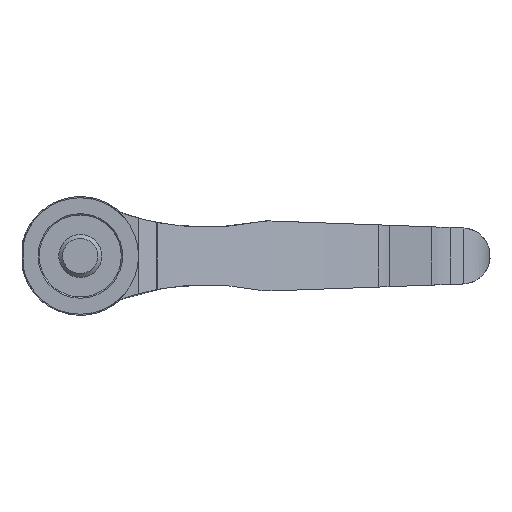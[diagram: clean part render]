
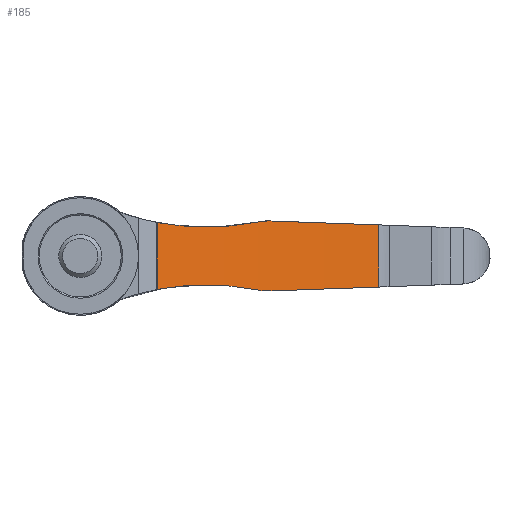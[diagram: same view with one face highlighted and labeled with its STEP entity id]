
A CAD part, front view. The second image highlights one B-rep face of the part: STEP entity #185.
In plain terms, the highlighted cylindrical face has radius 252.32 mm (diameter 504.64 mm), a partial arc.
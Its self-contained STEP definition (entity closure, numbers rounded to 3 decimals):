
#185 = ADVANCED_FACE( '', ( #387 ), #388, .F. );
#387 = FACE_OUTER_BOUND( '', #587, .T. );
#388 = CYLINDRICAL_SURFACE( '', #588, 252.32 );
#587 = EDGE_LOOP( '', ( #1057, #1058, #1059, #1060, #1061, #1062, #1063, #1064 ) );
#588 = AXIS2_PLACEMENT_3D( '', #1065, #1066, #1067 );
#1057 = ORIENTED_EDGE( '', *, *, #1221, .T. );
#1058 = ORIENTED_EDGE( '', *, *, #1230, .F. );
#1059 = ORIENTED_EDGE( '', *, *, #1224, .T. );
#1060 = ORIENTED_EDGE( '', *, *, #1282, .T. );
#1061 = ORIENTED_EDGE( '', *, *, #1306, .F. );
#1062 = ORIENTED_EDGE( '', *, *, #1248, .T. );
#1063 = ORIENTED_EDGE( '', *, *, #1301, .T. );
#1064 = ORIENTED_EDGE( '', *, *, #1290, .F. );
#1065 = CARTESIAN_POINT( '', ( 132.162, -195.671, 27.5 ) );
#1066 = DIRECTION( '', ( 0., 0., 1. ) );
#1067 = DIRECTION( '', ( -1., 0., 0. ) );
#1221 = EDGE_CURVE( '', #1489, #1487, #1490, .T. );
#1224 = EDGE_CURVE( '', #1493, #1494, #1495, .T. );
#1230 = EDGE_CURVE( '', #1493, #1487, #1502, .T. );
#1248 = EDGE_CURVE( '', #1527, #1525, #1528, .F. );
#1282 = EDGE_CURVE( '', #1494, #1570, #1572, .F. );
#1290 = EDGE_CURVE( '', #1489, #1583, #1584, .T. );
#1301 = EDGE_CURVE( '', #1525, #1583, #1595, .T. );
#1306 = EDGE_CURVE( '', #1527, #1570, #1600, .T. );
#1487 = VERTEX_POINT( '', #2080 );
#1489 = VERTEX_POINT( '', #2085 );
#1490 = LINE( '', #2086, #2087 );
#1493 = VERTEX_POINT( '', #2093 );
#1494 = VERTEX_POINT( '', #2094 );
#1495 = B_SPLINE_CURVE_WITH_KNOTS( '', 3, ( #2095, #2096, #2097, #2098 ), .UNSPECIFIED., .F., .F., ( 4, 4 ), ( 0., 0.003 ), .UNSPECIFIED. );
#1502 = B_SPLINE_CURVE_WITH_KNOTS( '', 3, ( #2107, #2108, #2109, #2110, #2111, #2112 ), .UNSPECIFIED., .F., .F., ( 4, 2, 4 ), ( 0., 0.013, 0.025 ), .UNSPECIFIED. );
#1525 = VERTEX_POINT( '', #2144 );
#1527 = VERTEX_POINT( '', #2147 );
#1528 = ELLIPSE( '', #2148, 252.486, 252.32 );
#1570 = VERTEX_POINT( '', #2245 );
#1572 = ELLIPSE( '', #2247, 252.486, 252.32 );
#1583 = VERTEX_POINT( '', #2258 );
#1584 = B_SPLINE_CURVE_WITH_KNOTS( '', 3, ( #2259, #2260, #2261, #2262, #2263, #2264 ), .UNSPECIFIED., .F., .F., ( 4, 2, 4 ), ( 0., 0.013, 0.025 ), .UNSPECIFIED. );
#1595 = B_SPLINE_CURVE_WITH_KNOTS( '', 3, ( #2281, #2282, #2283, #2284 ), .UNSPECIFIED., .F., .F., ( 4, 4 ), ( 0., 0.003 ), .UNSPECIFIED. );
#1600 = LINE( '', #2289, #2290 );
#2080 = CARTESIAN_POINT( '', ( 17.866, 29.278, -7.733 ) );
#2085 = CARTESIAN_POINT( '', ( 17.866, 29.278, 7.733 ) );
#2086 = CARTESIAN_POINT( '', ( 17.866, 29.278, 27.5 ) );
#2087 = VECTOR( '', #2454, 1000. );
#2093 = CARTESIAN_POINT( '', ( 41.13, 39.656, -7.875 ) );
#2094 = CARTESIAN_POINT( '', ( 43.967, 40.734, -8.117 ) );
#2095 = CARTESIAN_POINT( '', ( 41.13, 39.656, -7.875 ) );
#2096 = CARTESIAN_POINT( '', ( 42.065, 40.017, -8.071 ) );
#2097 = CARTESIAN_POINT( '', ( 43.011, 40.377, -8.152 ) );
#2098 = CARTESIAN_POINT( '', ( 43.967, 40.734, -8.117 ) );
#2107 = CARTESIAN_POINT( '', ( 41.13, 39.656, -7.875 ) );
#2108 = CARTESIAN_POINT( '', ( 37.17, 38.124, -7.043 ) );
#2109 = CARTESIAN_POINT( '', ( 33.25, 36.493, -6.645 ) );
#2110 = CARTESIAN_POINT( '', ( 25.496, 33.033, -6.616 ) );
#2111 = CARTESIAN_POINT( '', ( 21.66, 31.205, -6.984 ) );
#2112 = CARTESIAN_POINT( '', ( 17.866, 29.278, -7.733 ) );
#2144 = CARTESIAN_POINT( '', ( 43.967, 40.734, 8.117 ) );
#2147 = CARTESIAN_POINT( '', ( 69.134, 48.65, 7.203 ) );
#2148 = AXIS2_PLACEMENT_3D( '', #2479, #2480, #2481 );
#2245 = CARTESIAN_POINT( '', ( 69.134, 48.65, -7.203 ) );
#2247 = AXIS2_PLACEMENT_3D( '', #2517, #2518, #2519 );
#2258 = CARTESIAN_POINT( '', ( 41.13, 39.656, 7.875 ) );
#2259 = CARTESIAN_POINT( '', ( 17.866, 29.278, 7.733 ) );
#2260 = CARTESIAN_POINT( '', ( 21.66, 31.205, 6.984 ) );
#2261 = CARTESIAN_POINT( '', ( 25.496, 33.033, 6.616 ) );
#2262 = CARTESIAN_POINT( '', ( 33.25, 36.493, 6.645 ) );
#2263 = CARTESIAN_POINT( '', ( 37.17, 38.124, 7.043 ) );
#2264 = CARTESIAN_POINT( '', ( 41.13, 39.656, 7.875 ) );
#2281 = CARTESIAN_POINT( '', ( 43.967, 40.734, 8.117 ) );
#2282 = CARTESIAN_POINT( '', ( 43.011, 40.377, 8.152 ) );
#2283 = CARTESIAN_POINT( '', ( 42.065, 40.017, 8.071 ) );
#2284 = CARTESIAN_POINT( '', ( 41.13, 39.656, 7.875 ) );
#2289 = CARTESIAN_POINT( '', ( 69.134, 48.65, 27.5 ) );
#2290 = VECTOR( '', #2532, 1000. );
#2454 = DIRECTION( '', ( 0., 0., -1. ) );
#2479 = CARTESIAN_POINT( '', ( 132.162, -195.671, 4.914 ) );
#2480 = DIRECTION( '', ( -0.036, 0., -0.999 ) );
#2481 = DIRECTION( '', ( 0.999, 0., -0.036 ) );
#2517 = CARTESIAN_POINT( '', ( 132.162, -195.671, -4.914 ) );
#2518 = DIRECTION( '', ( -0.036, 0., 0.999 ) );
#2519 = DIRECTION( '', ( -0.999, 0., -0.036 ) );
#2532 = DIRECTION( '', ( 0., 0., -1. ) );
